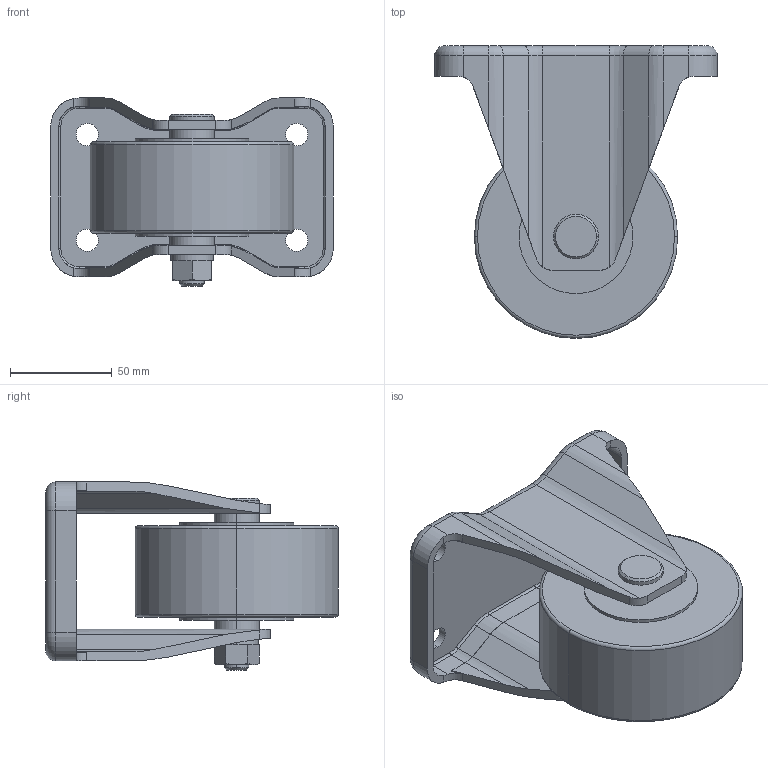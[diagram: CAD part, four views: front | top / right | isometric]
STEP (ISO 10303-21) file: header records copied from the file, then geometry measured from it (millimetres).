
FILE_DESCRIPTION (( 'STEP AP203' ), '1' );
FILE_NAME ('K-557Y-100.STEP', '2020-08-04T00:10:57', ( '' ), ( '' ), 'SwSTEP 2.0', 'SolidWorks 2018', '' );
FILE_SCHEMA (( 'CONFIG_CONTROL_DESIGN' ));
Length unit declared in the file: millimetre
Products named in the file (3): K-557Y-100_六角ナットver1.02_M12ナット(SUS)1種_呼び径基準; K-557Y-100; K-557Y-100_本体_
Assembly tree (2 placements, depth 2):
  K-557Y-100
    K-557Y-100_本体_
    K-557Y-100_六角ナットver1.02_M12ナット(SUS)1種_呼び径基準
Bounding box: 139 x 144 x 92.5 mm (x, y, z)
Volume: 490427.7 mm3; surface area: 92028.7 mm2
Topology: 2 solids, 2 shells, 193 faces, 480 edges, 298 vertices
Faces by surface type: cylinder 90, plane 61, torus 28, cone 14
Entity records: 6169 total; most frequent: CARTESIAN_POINT 1184, DIRECTION 1042, ORIENTED_EDGE 960, EDGE_CURVE 480, AXIS2_PLACEMENT_3D 408, VERTEX_POINT 298, VECTOR 226, LINE 226
